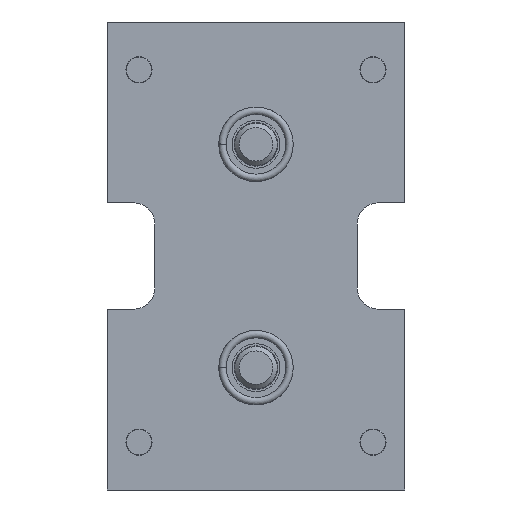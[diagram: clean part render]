
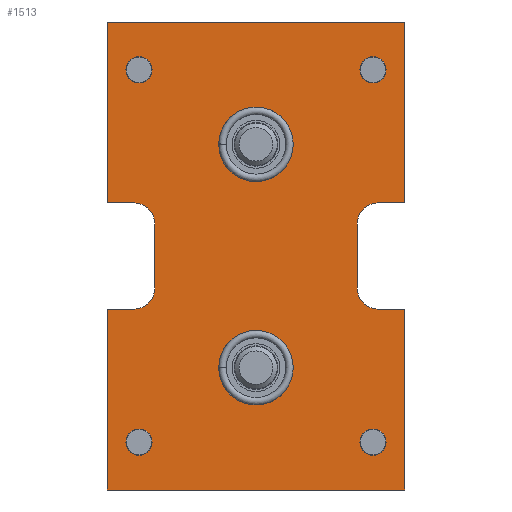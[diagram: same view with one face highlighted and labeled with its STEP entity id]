
A CAD part, front view. The second image highlights one B-rep face of the part: STEP entity #1513.
In plain terms, the highlighted planar face has unit normal (0, -1, 0).
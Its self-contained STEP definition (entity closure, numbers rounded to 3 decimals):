
#160=CIRCLE('',#1695,2.);
#161=CIRCLE('',#1696,2.);
#162=CIRCLE('',#1697,2.);
#163=CIRCLE('',#1698,2.);
#164=CIRCLE('',#1699,1.23);
#165=CIRCLE('',#1700,1.23);
#166=CIRCLE('',#1701,1.23);
#167=CIRCLE('',#1702,1.23);
#168=CIRCLE('',#1703,3.5);
#169=CIRCLE('',#1704,3.5);
#284=ORIENTED_EDGE('',*,*,#658,.T.);
#285=ORIENTED_EDGE('',*,*,#625,.F.);
#286=ORIENTED_EDGE('',*,*,#638,.F.);
#287=ORIENTED_EDGE('',*,*,#635,.F.);
#288=ORIENTED_EDGE('',*,*,#659,.F.);
#289=ORIENTED_EDGE('',*,*,#660,.T.);
#290=ORIENTED_EDGE('',*,*,#661,.T.);
#291=ORIENTED_EDGE('',*,*,#662,.T.);
#292=ORIENTED_EDGE('',*,*,#663,.T.);
#293=ORIENTED_EDGE('',*,*,#633,.F.);
#294=ORIENTED_EDGE('',*,*,#640,.F.);
#295=ORIENTED_EDGE('',*,*,#627,.F.);
#296=ORIENTED_EDGE('',*,*,#664,.F.);
#297=ORIENTED_EDGE('',*,*,#665,.T.);
#298=ORIENTED_EDGE('',*,*,#666,.T.);
#299=ORIENTED_EDGE('',*,*,#667,.T.);
#300=ORIENTED_EDGE('',*,*,#668,.F.);
#301=ORIENTED_EDGE('',*,*,#669,.F.);
#302=ORIENTED_EDGE('',*,*,#670,.F.);
#303=ORIENTED_EDGE('',*,*,#671,.F.);
#304=ORIENTED_EDGE('',*,*,#672,.F.);
#305=ORIENTED_EDGE('',*,*,#673,.F.);
#625=EDGE_CURVE('',#817,#815,#951,.T.);
#627=EDGE_CURVE('',#818,#820,#953,.T.);
#633=EDGE_CURVE('',#825,#823,#959,.T.);
#635=EDGE_CURVE('',#826,#828,#961,.T.);
#638=EDGE_CURVE('',#828,#817,#964,.T.);
#640=EDGE_CURVE('',#820,#825,#966,.T.);
#658=EDGE_CURVE('',#844,#815,#974,.T.);
#659=EDGE_CURVE('',#845,#826,#975,.T.);
#660=EDGE_CURVE('',#845,#846,#160,.T.);
#661=EDGE_CURVE('',#846,#847,#976,.T.);
#662=EDGE_CURVE('',#847,#848,#161,.T.);
#663=EDGE_CURVE('',#848,#823,#977,.T.);
#664=EDGE_CURVE('',#849,#818,#978,.T.);
#665=EDGE_CURVE('',#849,#850,#162,.T.);
#666=EDGE_CURVE('',#850,#851,#979,.T.);
#667=EDGE_CURVE('',#851,#844,#163,.T.);
#668=EDGE_CURVE('',#852,#852,#164,.T.);
#669=EDGE_CURVE('',#853,#853,#165,.T.);
#670=EDGE_CURVE('',#854,#854,#166,.T.);
#671=EDGE_CURVE('',#855,#855,#167,.T.);
#672=EDGE_CURVE('',#856,#856,#168,.T.);
#673=EDGE_CURVE('',#857,#857,#169,.T.);
#815=VERTEX_POINT('',#2400);
#817=VERTEX_POINT('',#2404);
#818=VERTEX_POINT('',#2408);
#820=VERTEX_POINT('',#2411);
#823=VERTEX_POINT('',#2418);
#825=VERTEX_POINT('',#2422);
#826=VERTEX_POINT('',#2426);
#828=VERTEX_POINT('',#2429);
#844=VERTEX_POINT('',#2472);
#845=VERTEX_POINT('',#2474);
#846=VERTEX_POINT('',#2476);
#847=VERTEX_POINT('',#2478);
#848=VERTEX_POINT('',#2480);
#849=VERTEX_POINT('',#2483);
#850=VERTEX_POINT('',#2485);
#851=VERTEX_POINT('',#2487);
#852=VERTEX_POINT('',#2490);
#853=VERTEX_POINT('',#2492);
#854=VERTEX_POINT('',#2494);
#855=VERTEX_POINT('',#2496);
#856=VERTEX_POINT('',#2498);
#857=VERTEX_POINT('',#2500);
#951=LINE('',#2405,#1035);
#953=LINE('',#2410,#1037);
#959=LINE('',#2423,#1043);
#961=LINE('',#2428,#1045);
#964=LINE('',#2434,#1048);
#966=LINE('',#2437,#1050);
#974=LINE('',#2471,#1058);
#975=LINE('',#2473,#1059);
#976=LINE('',#2477,#1060);
#977=LINE('',#2481,#1061);
#978=LINE('',#2482,#1062);
#979=LINE('',#2486,#1063);
#1035=VECTOR('',#1895,1000.);
#1037=VECTOR('',#1899,1000.);
#1043=VECTOR('',#1907,1000.);
#1045=VECTOR('',#1911,1000.);
#1048=VECTOR('',#1916,1000.);
#1050=VECTOR('',#1920,1000.);
#1058=VECTOR('',#1952,1000.);
#1059=VECTOR('',#1953,1000.);
#1060=VECTOR('',#1956,1000.);
#1061=VECTOR('',#1959,1000.);
#1062=VECTOR('',#1960,1000.);
#1063=VECTOR('',#1963,1000.);
#1129=EDGE_LOOP('',(#284,#285,#286,#287,#288,#289,#290,#291,#292,#293,#294,
#295,#296,#297,#298,#299));
#1130=EDGE_LOOP('',(#300));
#1131=EDGE_LOOP('',(#301));
#1132=EDGE_LOOP('',(#302));
#1133=EDGE_LOOP('',(#303));
#1134=EDGE_LOOP('',(#304));
#1135=EDGE_LOOP('',(#305));
#1295=FACE_BOUND('',#1129,.T.);
#1296=FACE_BOUND('',#1130,.T.);
#1297=FACE_BOUND('',#1131,.T.);
#1298=FACE_BOUND('',#1132,.T.);
#1299=FACE_BOUND('',#1133,.T.);
#1300=FACE_BOUND('',#1134,.T.);
#1301=FACE_BOUND('',#1135,.T.);
#1457=PLANE('',#1694);
#1513=ADVANCED_FACE('',(#1295,#1296,#1297,#1298,#1299,#1300,#1301),#1457,
 .F.);
#1694=AXIS2_PLACEMENT_3D('',#2470,#1950,#1951);
#1695=AXIS2_PLACEMENT_3D('',#2475,#1954,#1955);
#1696=AXIS2_PLACEMENT_3D('',#2479,#1957,#1958);
#1697=AXIS2_PLACEMENT_3D('',#2484,#1961,#1962);
#1698=AXIS2_PLACEMENT_3D('',#2488,#1964,#1965);
#1699=AXIS2_PLACEMENT_3D('',#2489,#1966,#1967);
#1700=AXIS2_PLACEMENT_3D('',#2491,#1968,#1969);
#1701=AXIS2_PLACEMENT_3D('',#2493,#1970,#1971);
#1702=AXIS2_PLACEMENT_3D('',#2495,#1972,#1973);
#1703=AXIS2_PLACEMENT_3D('',#2497,#1974,#1975);
#1704=AXIS2_PLACEMENT_3D('',#2499,#1976,#1977);
#1895=DIRECTION('',(0.,0.,1.));
#1899=DIRECTION('',(0.,0.,1.));
#1907=DIRECTION('',(0.,0.,-1.));
#1911=DIRECTION('',(0.,0.,-1.));
#1916=DIRECTION('',(-1.,0.,0.));
#1920=DIRECTION('',(1.,0.,0.));
#1950=DIRECTION('',(0.,1.,0.));
#1951=DIRECTION('',(0.,0.,1.));
#1952=DIRECTION('',(-1.,0.,0.));
#1953=DIRECTION('',(1.,0.,0.));
#1954=DIRECTION('',(0.,1.,0.));
#1955=DIRECTION('',(1.,0.,0.));
#1956=DIRECTION('',(0.,0.,1.));
#1957=DIRECTION('',(0.,1.,0.));
#1958=DIRECTION('',(1.,0.,0.));
#1959=DIRECTION('',(1.,0.,0.));
#1960=DIRECTION('',(-1.,0.,0.));
#1961=DIRECTION('',(0.,1.,0.));
#1962=DIRECTION('',(1.,0.,0.));
#1963=DIRECTION('',(0.,0.,-1.));
#1964=DIRECTION('',(0.,1.,0.));
#1965=DIRECTION('',(1.,0.,0.));
#1966=DIRECTION('',(0.,-1.,0.));
#1967=DIRECTION('',(0.,0.,-1.));
#1968=DIRECTION('',(0.,-1.,0.));
#1969=DIRECTION('',(0.,0.,-1.));
#1970=DIRECTION('',(0.,-1.,0.));
#1971=DIRECTION('',(0.,0.,-1.));
#1972=DIRECTION('',(0.,-1.,0.));
#1973=DIRECTION('',(0.,0.,-1.));
#1974=DIRECTION('',(0.,-1.,0.));
#1975=DIRECTION('',(0.,0.,-1.));
#1976=DIRECTION('',(0.,-1.,0.));
#1977=DIRECTION('',(0.,0.,-1.));
#2400=CARTESIAN_POINT('',(-14.,0.,-5.));
#2404=CARTESIAN_POINT('',(-14.,0.,-22.));
#2405=CARTESIAN_POINT('',(-14.,0.,-22.));
#2408=CARTESIAN_POINT('',(-14.,0.,5.));
#2410=CARTESIAN_POINT('',(-14.,0.,-22.));
#2411=CARTESIAN_POINT('',(-14.,0.,22.));
#2418=CARTESIAN_POINT('',(14.,0.,5.));
#2422=CARTESIAN_POINT('',(14.,0.,22.));
#2423=CARTESIAN_POINT('',(14.,0.,22.));
#2426=CARTESIAN_POINT('',(14.,0.,-5.));
#2428=CARTESIAN_POINT('',(14.,0.,22.));
#2429=CARTESIAN_POINT('',(14.,0.,-22.));
#2434=CARTESIAN_POINT('',(14.,0.,-22.));
#2437=CARTESIAN_POINT('',(-14.,0.,22.));
#2470=CARTESIAN_POINT('',(0.,0.,0.));
#2471=CARTESIAN_POINT('',(-11.5,0.,-5.));
#2472=CARTESIAN_POINT('',(-11.5,0.,-5.));
#2473=CARTESIAN_POINT('',(0.,0.,-5.));
#2474=CARTESIAN_POINT('',(11.5,0.,-5.));
#2475=CARTESIAN_POINT('',(11.5,0.,-3.));
#2476=CARTESIAN_POINT('',(9.5,0.,-3.));
#2477=CARTESIAN_POINT('',(9.5,0.,-3.));
#2478=CARTESIAN_POINT('',(9.5,0.,3.));
#2479=CARTESIAN_POINT('',(11.5,0.,3.));
#2480=CARTESIAN_POINT('',(11.5,0.,5.));
#2481=CARTESIAN_POINT('',(11.5,0.,5.));
#2482=CARTESIAN_POINT('',(0.,0.,5.));
#2483=CARTESIAN_POINT('',(-11.5,0.,5.));
#2484=CARTESIAN_POINT('',(-11.5,0.,3.));
#2485=CARTESIAN_POINT('',(-9.5,0.,3.));
#2486=CARTESIAN_POINT('',(-9.5,0.,3.));
#2487=CARTESIAN_POINT('',(-9.5,0.,-3.));
#2488=CARTESIAN_POINT('',(-11.5,0.,-3.));
#2489=CARTESIAN_POINT('',(-11.,0.,17.5));
#2490=CARTESIAN_POINT('',(-11.,0.,16.271));
#2491=CARTESIAN_POINT('',(-11.,0.,-17.5));
#2492=CARTESIAN_POINT('',(-11.,0.,-18.73));
#2493=CARTESIAN_POINT('',(11.,0.,17.5));
#2494=CARTESIAN_POINT('',(11.,0.,16.271));
#2495=CARTESIAN_POINT('',(11.,0.,-17.5));
#2496=CARTESIAN_POINT('',(11.,0.,-18.73));
#2497=CARTESIAN_POINT('',(0.,0.,10.5));
#2498=CARTESIAN_POINT('',(0.,0.,7.));
#2499=CARTESIAN_POINT('',(0.,0.,-10.5));
#2500=CARTESIAN_POINT('',(0.,0.,-14.));
